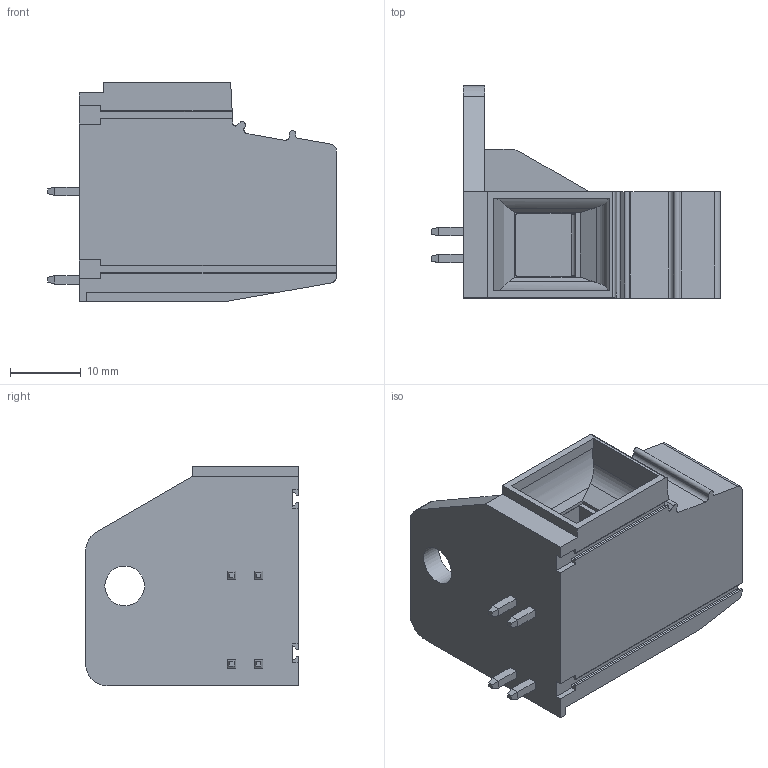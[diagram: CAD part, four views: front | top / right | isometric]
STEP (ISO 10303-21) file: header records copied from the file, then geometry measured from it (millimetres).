
FILE_DESCRIPTION( ( 'STEP AP214' ), '1' );
FILE_NAME( 'MVP351-15-V-KS.stp', ' ', ( ' ' ), ( ' ' ), 'PSStep 14.0', 'VISI 19.0', ' ' );
FILE_SCHEMA( ( 'AUTOMOTIVE_DESIGN { 1 0 10303 214 1 1 1 1 }' ) );
Length unit declared in the file: millimetre
Products named in the file (1): 1
Bounding box: 40.8 x 30 x 31 mm (x, y, z)
Volume: 12492.1 mm3; surface area: 6732.2 mm2
Topology: 1 solids, 4 shells, 212 faces, 552 edges, 354 vertices
Faces by surface type: plane 170, cylinder 40, cone 2
Full cylindrical faces by diameter (mm): 4.4 x1, 5.6 x1, 7.2 x1, 7.5 x1
Entity records: 8077 total; most frequent: CARTESIAN_POINT 1157, ORIENTED_EDGE 1084, DIRECTION 1046, EDGE_CURVE 542, LINE 452, VECTOR 452, VERTEX_POINT 350, AXIS2_PLACEMENT_3D 297
